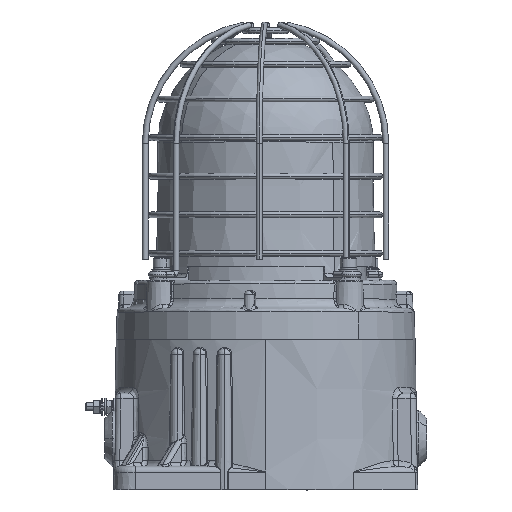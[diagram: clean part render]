
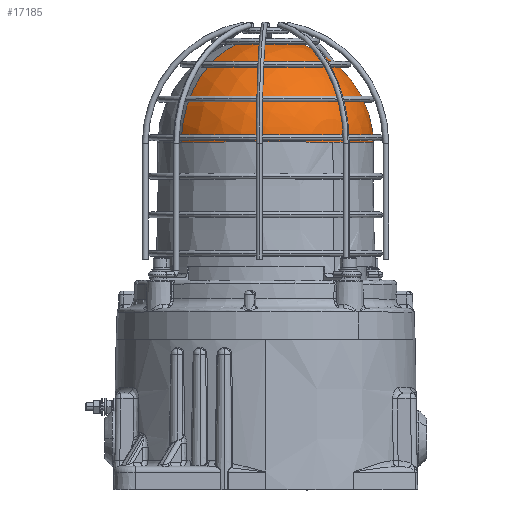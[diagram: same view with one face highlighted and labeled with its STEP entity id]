
A CAD part, top view. The second image highlights one B-rep face of the part: STEP entity #17185.
In plain terms, the highlighted spherical face has radius 56 mm.
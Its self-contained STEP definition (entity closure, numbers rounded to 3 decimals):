
#406 = CIRCLE ( 'NONE', #42070, 56. ) ;
#412 = ORIENTED_EDGE ( 'NONE', *, *, #36781, .T. ) ;
#1645 = CARTESIAN_POINT ( 'NONE',  ( 0., 178.5, 0. ) ) ;
#3179 = CARTESIAN_POINT ( 'NONE',  ( 34.836, 180.192, 43.813 ) ) ;
#3626 = CARTESIAN_POINT ( 'NONE',  ( 0., 178.5, 0. ) ) ;
#7056 = DIRECTION ( 'NONE',  ( -0.783, 0., 0.622 ) ) ;
#8860 = AXIS2_PLACEMENT_3D ( 'NONE', #37028, #47684, #43136 ) ;
#11033 = DIRECTION ( 'NONE',  ( -0.622, 0., -0.783 ) ) ;
#11075 = CIRCLE ( 'NONE', #21654, 55.974 ) ;
#12745 = VERTEX_POINT ( 'NONE', #15628 ) ;
#13797 = ORIENTED_EDGE ( 'NONE', *, *, #50368, .F. ) ;
#15628 = CARTESIAN_POINT ( 'NONE',  ( -43.813, 180.192, 34.836 ) ) ;
#16069 = CARTESIAN_POINT ( 'NONE',  ( 0., 234.5, 0. ) ) ;
#17185 = ADVANCED_FACE ( 'NONE', ( #21456 ), #17782, .T. ) ;
#17782 = SPHERICAL_SURFACE ( 'NONE', #21190, 56. ) ;
#20309 = DIRECTION ( 'NONE',  ( 0., -1., 0. ) ) ;
#21190 = AXIS2_PLACEMENT_3D ( 'NONE', #3626, #58391, #58674 ) ;
#21366 = CIRCLE ( 'NONE', #8860, 55.974 ) ;
#21456 = FACE_OUTER_BOUND ( 'NONE', #55855, .T. ) ;
#21654 = AXIS2_PLACEMENT_3D ( 'NONE', #48534, #20309, #43726 ) ;
#22113 = VERTEX_POINT ( 'NONE', #3179 ) ;
#22795 = AXIS2_PLACEMENT_3D ( 'NONE', #58313, #39335, #34722 ) ;
#26139 = CARTESIAN_POINT ( 'NONE',  ( 43.813, 180.192, -34.836 ) ) ;
#26573 = VERTEX_POINT ( 'NONE', #16069 ) ;
#28764 = VERTEX_POINT ( 'NONE', #26139 ) ;
#32541 = ORIENTED_EDGE ( 'NONE', *, *, #36165, .F. ) ;
#34722 = DIRECTION ( 'NONE',  ( 0.783, 0., -0.622 ) ) ;
#36118 = ORIENTED_EDGE ( 'NONE', *, *, #42122, .F. ) ;
#36165 = EDGE_CURVE ( 'NONE', #26573, #28764, #406, .T. ) ;
#36781 = EDGE_CURVE ( 'NONE', #26573, #12745, #59386, .T. ) ;
#37028 = CARTESIAN_POINT ( 'NONE',  ( 0., 180.192, 0. ) ) ;
#39335 = DIRECTION ( 'NONE',  ( 0.622, 0., 0.783 ) ) ;
#42070 = AXIS2_PLACEMENT_3D ( 'NONE', #1645, #11033, #7056 ) ;
#42122 = EDGE_CURVE ( 'NONE', #22113, #12745, #11075, .T. ) ;
#43136 = DIRECTION ( 'NONE',  ( -0.622, 0., -0.783 ) ) ;
#43726 = DIRECTION ( 'NONE',  ( -0.622, 0., -0.783 ) ) ;
#47684 = DIRECTION ( 'NONE',  ( 0., -1., 0. ) ) ;
#48534 = CARTESIAN_POINT ( 'NONE',  ( 0., 180.192, 0. ) ) ;
#50368 = EDGE_CURVE ( 'NONE', #28764, #22113, #21366, .T. ) ;
#55855 = EDGE_LOOP ( 'NONE', ( #32541, #412, #36118, #13797 ) ) ;
#58313 = CARTESIAN_POINT ( 'NONE',  ( 0., 178.5, 0. ) ) ;
#58391 = DIRECTION ( 'NONE',  ( 0.622, 0., 0.783 ) ) ;
#58674 = DIRECTION ( 'NONE',  ( 0.783, 0., -0.622 ) ) ;
#59386 = CIRCLE ( 'NONE', #22795, 56. ) ;
